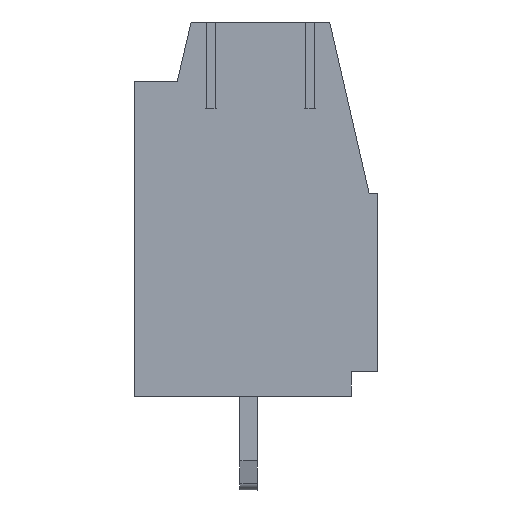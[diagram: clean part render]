
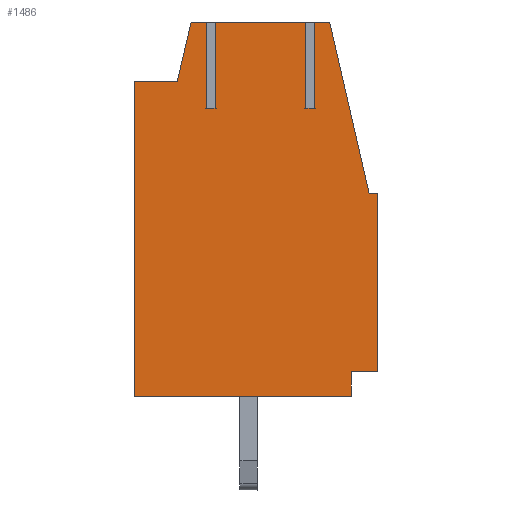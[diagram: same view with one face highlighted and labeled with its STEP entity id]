
A CAD part, left-side view. The second image highlights one B-rep face of the part: STEP entity #1486.
In plain terms, the highlighted planar face has unit normal (-1, 0, 0).
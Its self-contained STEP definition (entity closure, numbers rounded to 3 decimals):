
#1338=AXIS2_PLACEMENT_3D('Plane Axis2P3D',#1335,#1336,#1337) ;
#1335=CARTESIAN_POINT('Axis2P3D Location',(0.,8.3,0.)) ;
#1340=CARTESIAN_POINT('Line Origine',(0.,4.,16.)) ;
#1344=CARTESIAN_POINT('Vertex',(0.,2.45,16.)) ;
#1346=CARTESIAN_POINT('Vertex',(0.,5.55,16.)) ;
#1349=CARTESIAN_POINT('Line Origine',(0.,5.55,14.525)) ;
#1353=CARTESIAN_POINT('Vertex',(0.,5.55,13.05)) ;
#1356=CARTESIAN_POINT('Line Origine',(0.,5.7,13.05)) ;
#1360=CARTESIAN_POINT('Vertex',(0.,5.85,13.05)) ;
#1363=CARTESIAN_POINT('Line Origine',(0.,5.85,14.525)) ;
#1367=CARTESIAN_POINT('Vertex',(0.,5.85,16.)) ;
#1370=CARTESIAN_POINT('Line Origine',(0.,6.11,16.)) ;
#1374=CARTESIAN_POINT('Vertex',(0.,6.37,16.)) ;
#1377=CARTESIAN_POINT('Line Origine',(0.,6.607,14.975)) ;
#1381=CARTESIAN_POINT('Vertex',(0.,6.844,13.95)) ;
#1384=CARTESIAN_POINT('Line Origine',(0.,7.572,13.95)) ;
#1388=CARTESIAN_POINT('Vertex',(0.,8.3,13.95)) ;
#1391=CARTESIAN_POINT('Line Origine',(0.,8.3,8.575)) ;
#1395=CARTESIAN_POINT('Vertex',(0.,8.3,3.2)) ;
#1398=CARTESIAN_POINT('Line Origine',(0.,4.6,3.2)) ;
#1402=CARTESIAN_POINT('Vertex',(0.,0.9,3.2)) ;
#1405=CARTESIAN_POINT('Line Origine',(0.,0.9,3.626)) ;
#1409=CARTESIAN_POINT('Vertex',(0.,0.9,4.052)) ;
#1412=CARTESIAN_POINT('Line Origine',(0.,0.45,4.052)) ;
#1416=CARTESIAN_POINT('Vertex',(0.,0.,4.052)) ;
#1419=CARTESIAN_POINT('Line Origine',(0.,0.,7.101)) ;
#1423=CARTESIAN_POINT('Vertex',(0.,0.,10.15)) ;
#1426=CARTESIAN_POINT('Line Origine',(0.,0.14,10.15)) ;
#1430=CARTESIAN_POINT('Vertex',(0.,0.28,10.15)) ;
#1433=CARTESIAN_POINT('Line Origine',(0.,0.956,13.075)) ;
#1437=CARTESIAN_POINT('Vertex',(0.,1.631,16.)) ;
#1440=CARTESIAN_POINT('Line Origine',(0.,1.89,16.)) ;
#1444=CARTESIAN_POINT('Vertex',(0.,2.15,16.)) ;
#1447=CARTESIAN_POINT('Line Origine',(0.,2.15,14.525)) ;
#1451=CARTESIAN_POINT('Vertex',(0.,2.15,13.05)) ;
#1454=CARTESIAN_POINT('Line Origine',(0.,2.3,13.05)) ;
#1458=CARTESIAN_POINT('Vertex',(0.,2.45,13.05)) ;
#1461=CARTESIAN_POINT('Line Origine',(0.,2.45,14.525)) ;
#1336=DIRECTION('Axis2P3D Direction',(-1.,0.,0.)) ;
#1337=DIRECTION('Axis2P3D XDirection',(0.,-1.,0.)) ;
#1341=DIRECTION('Vector Direction',(0.,1.,0.)) ;
#1350=DIRECTION('Vector Direction',(0.,0.,-1.)) ;
#1357=DIRECTION('Vector Direction',(0.,1.,0.)) ;
#1364=DIRECTION('Vector Direction',(0.,0.,-1.)) ;
#1371=DIRECTION('Vector Direction',(0.,1.,0.)) ;
#1378=DIRECTION('Vector Direction',(0.,0.225,-0.974)) ;
#1385=DIRECTION('Vector Direction',(0.,1.,0.)) ;
#1392=DIRECTION('Vector Direction',(0.,0.,-1.)) ;
#1399=DIRECTION('Vector Direction',(0.,-1.,0.)) ;
#1406=DIRECTION('Vector Direction',(0.,0.,1.)) ;
#1413=DIRECTION('Vector Direction',(0.,-1.,0.)) ;
#1420=DIRECTION('Vector Direction',(0.,0.,1.)) ;
#1427=DIRECTION('Vector Direction',(0.,1.,0.)) ;
#1434=DIRECTION('Vector Direction',(0.,0.225,0.974)) ;
#1441=DIRECTION('Vector Direction',(0.,1.,0.)) ;
#1448=DIRECTION('Vector Direction',(0.,0.,-1.)) ;
#1455=DIRECTION('Vector Direction',(0.,1.,0.)) ;
#1462=DIRECTION('Vector Direction',(0.,0.,-1.)) ;
#1342=VECTOR('Line Direction',#1341,1.) ;
#1351=VECTOR('Line Direction',#1350,1.) ;
#1358=VECTOR('Line Direction',#1357,1.) ;
#1365=VECTOR('Line Direction',#1364,1.) ;
#1372=VECTOR('Line Direction',#1371,1.) ;
#1379=VECTOR('Line Direction',#1378,1.) ;
#1386=VECTOR('Line Direction',#1385,1.) ;
#1393=VECTOR('Line Direction',#1392,1.) ;
#1400=VECTOR('Line Direction',#1399,1.) ;
#1407=VECTOR('Line Direction',#1406,1.) ;
#1414=VECTOR('Line Direction',#1413,1.) ;
#1421=VECTOR('Line Direction',#1420,1.) ;
#1428=VECTOR('Line Direction',#1427,1.) ;
#1435=VECTOR('Line Direction',#1434,1.) ;
#1442=VECTOR('Line Direction',#1441,1.) ;
#1449=VECTOR('Line Direction',#1448,1.) ;
#1456=VECTOR('Line Direction',#1455,1.) ;
#1463=VECTOR('Line Direction',#1462,1.) ;
#1467=ORIENTED_EDGE('',*,*,#1348,.T.) ;
#1468=ORIENTED_EDGE('',*,*,#1355,.T.) ;
#1469=ORIENTED_EDGE('',*,*,#1362,.T.) ;
#1470=ORIENTED_EDGE('',*,*,#1369,.F.) ;
#1471=ORIENTED_EDGE('',*,*,#1376,.T.) ;
#1472=ORIENTED_EDGE('',*,*,#1383,.T.) ;
#1473=ORIENTED_EDGE('',*,*,#1390,.T.) ;
#1474=ORIENTED_EDGE('',*,*,#1397,.T.) ;
#1475=ORIENTED_EDGE('',*,*,#1404,.T.) ;
#1476=ORIENTED_EDGE('',*,*,#1411,.T.) ;
#1477=ORIENTED_EDGE('',*,*,#1418,.T.) ;
#1478=ORIENTED_EDGE('',*,*,#1425,.T.) ;
#1479=ORIENTED_EDGE('',*,*,#1432,.T.) ;
#1480=ORIENTED_EDGE('',*,*,#1439,.T.) ;
#1481=ORIENTED_EDGE('',*,*,#1446,.T.) ;
#1482=ORIENTED_EDGE('',*,*,#1453,.T.) ;
#1483=ORIENTED_EDGE('',*,*,#1460,.T.) ;
#1484=ORIENTED_EDGE('',*,*,#1465,.F.) ;
#1486=ADVANCED_FACE('3_Pole_Body',(#1485),#1339,.T.) ;
#1348=EDGE_CURVE('',#1345,#1347,#1343,.T.) ;
#1355=EDGE_CURVE('',#1347,#1354,#1352,.T.) ;
#1362=EDGE_CURVE('',#1354,#1361,#1359,.T.) ;
#1369=EDGE_CURVE('',#1368,#1361,#1366,.T.) ;
#1376=EDGE_CURVE('',#1368,#1375,#1373,.T.) ;
#1383=EDGE_CURVE('',#1375,#1382,#1380,.T.) ;
#1390=EDGE_CURVE('',#1382,#1389,#1387,.T.) ;
#1397=EDGE_CURVE('',#1389,#1396,#1394,.T.) ;
#1404=EDGE_CURVE('',#1396,#1403,#1401,.T.) ;
#1411=EDGE_CURVE('',#1403,#1410,#1408,.T.) ;
#1418=EDGE_CURVE('',#1410,#1417,#1415,.T.) ;
#1425=EDGE_CURVE('',#1417,#1424,#1422,.T.) ;
#1432=EDGE_CURVE('',#1424,#1431,#1429,.T.) ;
#1439=EDGE_CURVE('',#1431,#1438,#1436,.T.) ;
#1446=EDGE_CURVE('',#1438,#1445,#1443,.T.) ;
#1453=EDGE_CURVE('',#1445,#1452,#1450,.T.) ;
#1460=EDGE_CURVE('',#1452,#1459,#1457,.T.) ;
#1465=EDGE_CURVE('',#1345,#1459,#1464,.T.) ;
#1466=EDGE_LOOP('',(#1467,#1468,#1469,#1470,#1471,#1472,#1473,#1474,#1475,#1476,#1477,#1478,#1479,#1480,#1481,#1482,#1483,#1484)) ;
#1485=FACE_OUTER_BOUND('',#1466,.T.) ;
#1343=LINE('Line',#1340,#1342) ;
#1352=LINE('Line',#1349,#1351) ;
#1359=LINE('Line',#1356,#1358) ;
#1366=LINE('Line',#1363,#1365) ;
#1373=LINE('Line',#1370,#1372) ;
#1380=LINE('Line',#1377,#1379) ;
#1387=LINE('Line',#1384,#1386) ;
#1394=LINE('Line',#1391,#1393) ;
#1401=LINE('Line',#1398,#1400) ;
#1408=LINE('Line',#1405,#1407) ;
#1415=LINE('Line',#1412,#1414) ;
#1422=LINE('Line',#1419,#1421) ;
#1429=LINE('Line',#1426,#1428) ;
#1436=LINE('Line',#1433,#1435) ;
#1443=LINE('Line',#1440,#1442) ;
#1450=LINE('Line',#1447,#1449) ;
#1457=LINE('Line',#1454,#1456) ;
#1464=LINE('Line',#1461,#1463) ;
#1339=PLANE('',#1338) ;
#1345=VERTEX_POINT('',#1344) ;
#1347=VERTEX_POINT('',#1346) ;
#1354=VERTEX_POINT('',#1353) ;
#1361=VERTEX_POINT('',#1360) ;
#1368=VERTEX_POINT('',#1367) ;
#1375=VERTEX_POINT('',#1374) ;
#1382=VERTEX_POINT('',#1381) ;
#1389=VERTEX_POINT('',#1388) ;
#1396=VERTEX_POINT('',#1395) ;
#1403=VERTEX_POINT('',#1402) ;
#1410=VERTEX_POINT('',#1409) ;
#1417=VERTEX_POINT('',#1416) ;
#1424=VERTEX_POINT('',#1423) ;
#1431=VERTEX_POINT('',#1430) ;
#1438=VERTEX_POINT('',#1437) ;
#1445=VERTEX_POINT('',#1444) ;
#1452=VERTEX_POINT('',#1451) ;
#1459=VERTEX_POINT('',#1458) ;
